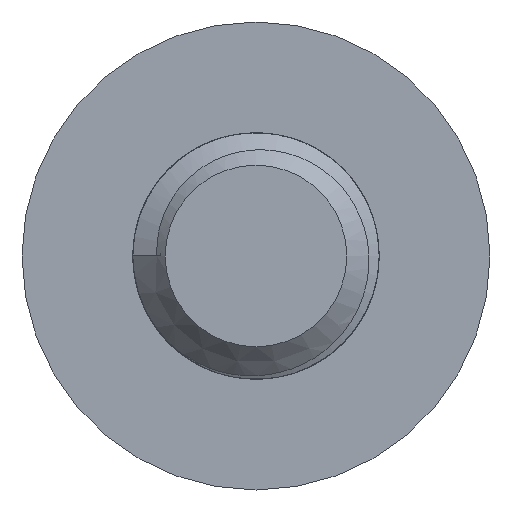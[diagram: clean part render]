
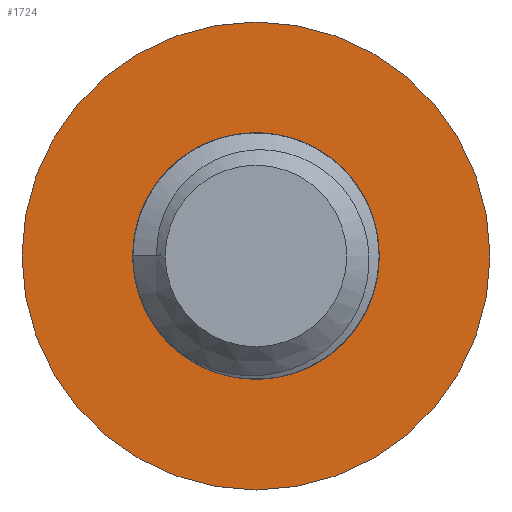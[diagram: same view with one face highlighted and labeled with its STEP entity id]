
A CAD part, left-side view. The second image highlights one B-rep face of the part: STEP entity #1724.
In plain terms, the highlighted face is planar.
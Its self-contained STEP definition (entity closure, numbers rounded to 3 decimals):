
#24=PLANE('',#1849);
#36=FACE_BOUND('',#238,.T.);
#45=CIRCLE('',#1796,2.);
#48=CIRCLE('',#1835,3.8);
#57=CIRCLE('',#1850,2.);
#137=FACE_OUTER_BOUND('',#237,.T.);
#237=EDGE_LOOP('',(#1355));
#238=EDGE_LOOP('',(#1356,#1357));
#681=VERTEX_POINT('',#10674);
#682=VERTEX_POINT('',#10693);
#755=VERTEX_POINT('',#13330);
#889=EDGE_CURVE('',#681,#682,#45,.T.);
#998=EDGE_CURVE('',#755,#755,#48,.T.);
#1012=EDGE_CURVE('',#682,#681,#57,.T.);
#1355=ORIENTED_EDGE('',*,*,#998,.F.);
#1356=ORIENTED_EDGE('',*,*,#889,.F.);
#1357=ORIENTED_EDGE('',*,*,#1012,.F.);
#1724=ADVANCED_FACE('',(#137,#36),#24,.F.);
#1796=AXIS2_PLACEMENT_3D('',#10694,#1986,#1987);
#1835=AXIS2_PLACEMENT_3D('',#13332,#2099,#2100);
#1849=AXIS2_PLACEMENT_3D('',#13433,#2129,#2130);
#1850=AXIS2_PLACEMENT_3D('',#13434,#2131,#2132);
#1986=DIRECTION('center_axis',(0.,0.,-1.));
#1987=DIRECTION('ref_axis',(1.,0.,0.));
#2099=DIRECTION('center_axis',(0.,0.,1.));
#2100=DIRECTION('ref_axis',(1.,0.,0.));
#2129=DIRECTION('center_axis',(0.,0.,1.));
#2130=DIRECTION('ref_axis',(1.,0.,0.));
#2131=DIRECTION('center_axis',(0.,0.,-1.));
#2132=DIRECTION('ref_axis',(1.,0.,0.));
#10674=CARTESIAN_POINT('',(0.463,1.946,-2.2));
#10693=CARTESIAN_POINT('',(1.69,1.07,-2.2));
#10694=CARTESIAN_POINT('Origin',(0.,0.,-2.2));
#13330=CARTESIAN_POINT('',(-3.8,0.,-2.2));
#13332=CARTESIAN_POINT('Origin',(0.,0.,-2.2));
#13433=CARTESIAN_POINT('Origin',(0.,-3.8,-2.2));
#13434=CARTESIAN_POINT('Origin',(0.,0.,-2.2));
